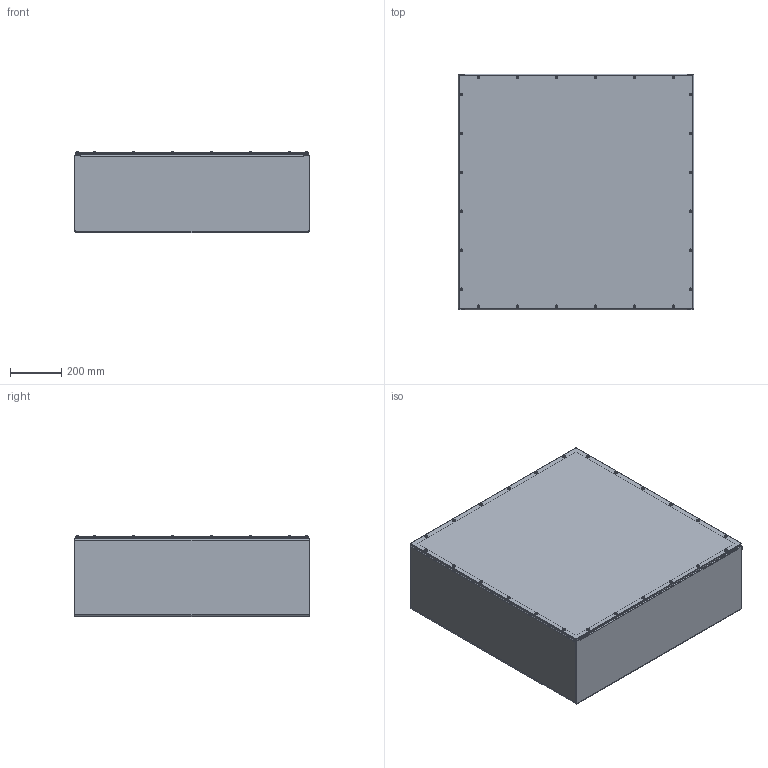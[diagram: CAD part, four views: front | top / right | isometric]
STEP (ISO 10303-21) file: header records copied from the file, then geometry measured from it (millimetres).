
FILE_DESCRIPTION(/* description */ ('WA_GSCSS, NEMA 4X, BLR, 36 X 36 X 12'),/* implementation_level */ '2;1');
FILE_NAME(/* name */ 'WA363612GSCSS.stp',/* time_stamp */ '2016-07-26T20:16:47+06:00',/* author */ ('rsundaram'),/* organization */ (''),/* preprocessor_version */ 'ST-DEVELOPER v16.1',/* originating_system */ 'Autodesk Inventor 2016',/* authorisation */ '');
FILE_SCHEMA (('AUTOMOTIVE_DESIGN { 1 0 10303 214 3 1 1 }'));
Length unit declared in the file: inch
Products named in the file (9): WA363612GSCSSBLR; WA3612GSCSSTB; WA3636GSCSSLID; WA3636GSCSSSTRIPGSK; 37210; 39077; 39035; 34984; WA363612GSCSS
Assembly tree (101 placements, depth 2):
  WA363612GSCSS
    WA363612GSCSSBLR
    WA3612GSCSSTB  x2
    WA3636GSCSSLID
    WA3636GSCSSSTRIPGSK
    37210  x24
    39077  x24
    39035  x24
    34984  x24
Bounding box: 920.75 x 920.75 x 317.7 mm (x, y, z)
Volume: 7959952.7 mm3; surface area: 5941519.1 mm2
Topology: 101 solids, 101 shells, 2018 faces, 4992 edges, 3224 vertices
Faces by surface type: plane 1134, cylinder 380, cone 312, torus 144, sphere 48
Full cylindrical faces by diameter (mm): 3.962 x24, 4.255 x24, 4.775 x24, 4.978 x24, 6.299 x24, 6.528 x24, 7.061 x24, 7.144 x24, 10.312 x24, 11.112 x24, 11.506 x24
Entity records: 6911 total; most frequent: CARTESIAN_POINT 1228, DIRECTION 1198, ORIENTED_EDGE 856, AXIS2_PLACEMENT_3D 490, EDGE_CURVE 428, EDGE_LOOP 346, VERTEX_POINT 304, LINE 218
